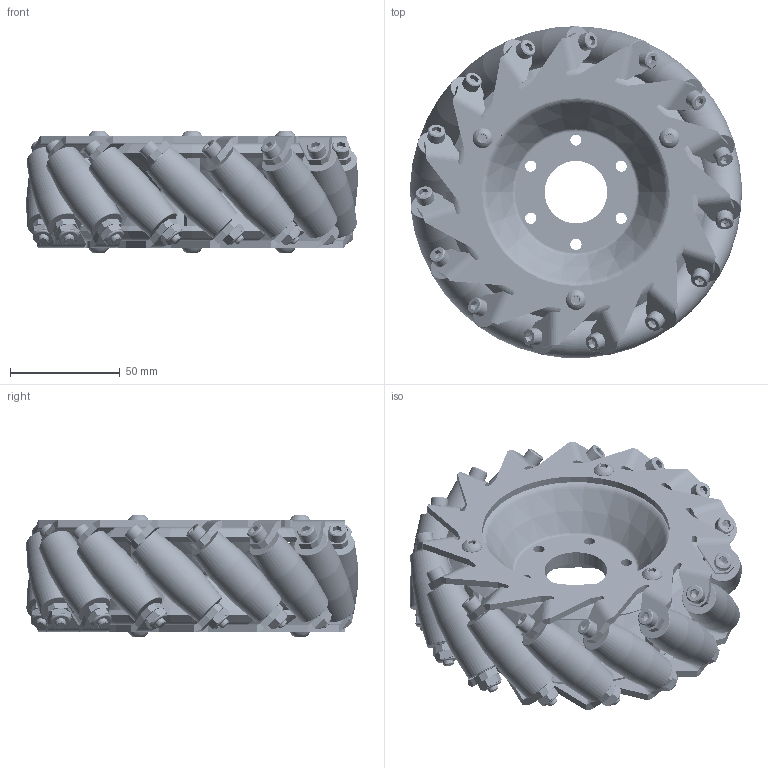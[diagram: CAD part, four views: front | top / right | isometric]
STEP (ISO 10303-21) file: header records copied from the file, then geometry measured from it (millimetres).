
FILE_DESCRIPTION (( 'STEP AP214' ), '1' );
FILE_NAME ('am-3479Ra 6 SR Mecanum Right.STEP', '2020-02-11T18:41:35', ( '' ), ( '' ), 'SwSTEP 2.0', 'SolidWorks 2019', '' );
FILE_SCHEMA (( 'AUTOMOTIVE_DESIGN' ));
Length unit declared in the file: inch
Products named in the file (26): am-3479_roller; am-3698_core PC; am-0701a 6IN SR Roller Axle; 10-32 Nylock Jam Nut_90633A411; am-3479Ra 6 SR Mecanum Right; ip-3479a_hub; am-3698_skin TPU v2; BHCS 10-32 x 0.625 patch_92360A219; am-0676a Right Plate HD; am-0603 MBC Bushing MU04TH04; 10-32x2250_shcs_HX-SHCS 0.19-32x1.375x1-C; 91780A190_ALUM FEM THRDED HEX STANDOFF_91780A190
Assembly tree (133 placements, depth 3):
  am-3479Ra 6 SR Mecanum Right
    ip-3479a_hub  x2
    am-0676a Right Plate HD  x2
    am-3479_roller
      am-3698_core PC
      am-3698_skin TPU v2
      am-0603 MBC Bushing MU04TH04  x2
      am-0701a 6IN SR Roller Axle
    10-32x2250_shcs_HX-SHCS 0.19-32x1.375x1-C  x15
    10-32 Nylock Jam Nut_90633A411  x15
    am-3479_roller
      am-3698_core PC
      am-3698_skin TPU v2
      am-0603 MBC Bushing MU04TH04  x2
      am-0701a 6IN SR Roller Axle
    am-3479_roller
      am-3698_core PC
      am-3698_skin TPU v2
      am-0603 MBC Bushing MU04TH04  x2
      am-0701a 6IN SR Roller Axle
    am-3479_roller
      am-3698_core PC
      am-3698_skin TPU v2
      am-0603 MBC Bushing MU04TH04  x2
      am-0701a 6IN SR Roller Axle
    am-3479_roller
      am-3698_core PC
      am-3698_skin TPU v2
      am-0603 MBC Bushing MU04TH04  x2
      am-0701a 6IN SR Roller Axle
    am-3479_roller
      am-3698_core PC
      am-3698_skin TPU v2
      am-0603 MBC Bushing MU04TH04  x2
      am-0701a 6IN SR Roller Axle
    am-3479_roller
      am-3698_core PC
      am-3698_skin TPU v2
      am-0603 MBC Bushing MU04TH04  x2
      am-0701a 6IN SR Roller Axle
    am-3479_roller
      am-3698_core PC
      am-3698_skin TPU v2
      am-0603 MBC Bushing MU04TH04  x2
      am-0701a 6IN SR Roller Axle
    am-3479_roller
      am-3698_core PC
      am-3698_skin TPU v2
      am-0603 MBC Bushing MU04TH04  x2
      am-0701a 6IN SR Roller Axle
    am-3479_roller
      am-3698_core PC
      am-3698_skin TPU v2
      am-0603 MBC Bushing MU04TH04  x2
      am-0701a 6IN SR Roller Axle
    am-3479_roller
      am-3698_core PC
      am-3698_skin TPU v2
      am-0603 MBC Bushing MU04TH04  x2
      am-0701a 6IN SR Roller Axle
Bounding box: 151.54 x 151.48 x 55.93 mm (x, y, z)
Volume: 316806.5 mm3; surface area: 274987.9 mm2
Topology: 139 solids, 139 shells, 2636 faces, 5990 edges, 3735 vertices
Faces by surface type: plane 1035, cylinder 658, cone 538, torus 207, bspline 192, sphere 6
Full cylindrical faces by diameter (mm): 4.091 x15, 4.178 x45, 4.826 x159, 4.877 x15, 4.953 x6, 5.105 x12, 5.156 x36, 6.08 x15, 6.35 x45, 6.502 x15, 7.937 x15, 7.938 x60, 9.169 x6, 28.575 x2, 85.725 x2
Entity records: 46078 total; most frequent: CARTESIAN_POINT 34926, DIRECTION 2128, ORIENTED_EDGE 1882, EDGE_CURVE 941, AXIS2_PLACEMENT_3D 830, VERTEX_POINT 617, EDGE_LOOP 616, FACE_OUTER_BOUND 516
